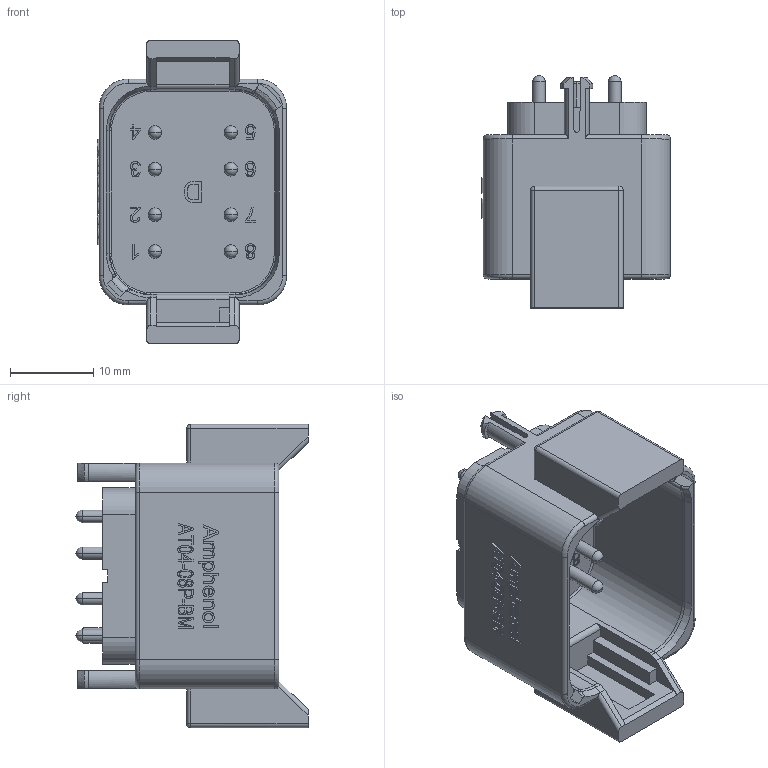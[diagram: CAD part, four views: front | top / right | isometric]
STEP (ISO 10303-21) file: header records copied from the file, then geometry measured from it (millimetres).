
FILE_DESCRIPTION((''),'2;1');
FILE_NAME('PRT0001','2019-03-15T',('Brook.Ding'),(''),'PRO/ENGINEER BY PARAMETRIC TECHNOLOGY CORPORATION, 2016360','PRO/ENGINEER BY PARAMETRIC TECHNOLOGY CORPORATION, 2016360','');
FILE_SCHEMA(('CONFIG_CONTROL_DESIGN'));
Length unit declared in the file: millimetre
Products named in the file (1): PRT0001
Bounding box: 22.68 x 27.85 x 36.36 mm (x, y, z)
Volume: 4379.2 mm3; surface area: 6264 mm2
Topology: 1 solids, 17 shells, 1067 faces, 2820 edges, 1823 vertices
Faces by surface type: plane 375, extrusion 351, cylinder 219, cone 60, sphere 36, torus 20, bspline 6
Entity records: 34755 total; most frequent: CARTESIAN_POINT 9436, ORIENTED_EDGE 5568, DIRECTION 4370, EDGE_CURVE 2784, VERTEX_POINT 1823, VECTOR 1808, LINE 1457, AXIS2_PLACEMENT_3D 1281
